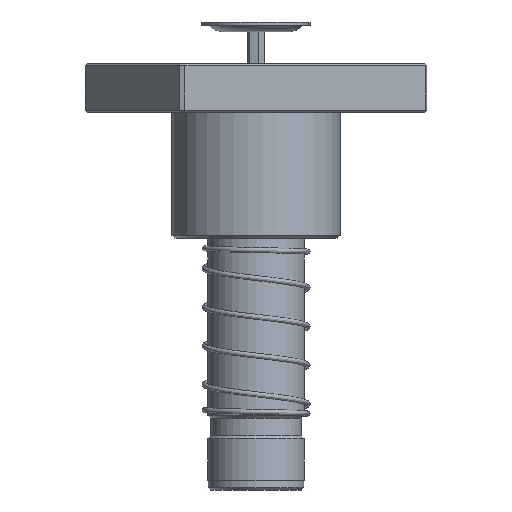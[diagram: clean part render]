
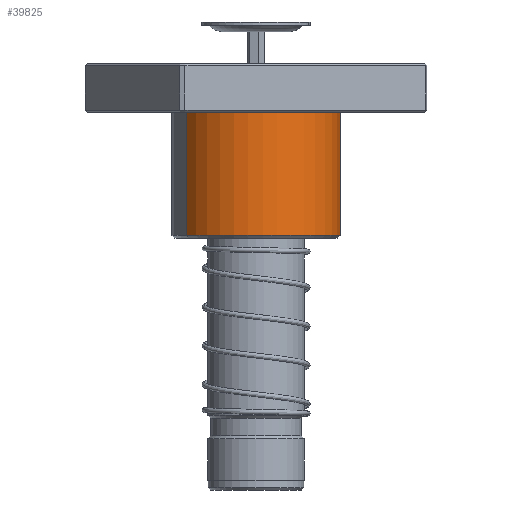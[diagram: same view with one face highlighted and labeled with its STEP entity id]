
A CAD part, front view. The second image highlights one B-rep face of the part: STEP entity #39825.
In plain terms, the highlighted cylindrical face has radius 43.5 mm (diameter 87 mm), a partial arc.
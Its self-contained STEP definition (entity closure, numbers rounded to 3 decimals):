
#524 = ORIENTED_EDGE ( 'NONE', *, *, #8734, .F. ) ;
#1922 = DIRECTION ( 'NONE',  ( 0., 0., -1. ) ) ;
#2328 = DIRECTION ( 'NONE',  ( 0., 0., -1. ) ) ;
#4664 = CARTESIAN_POINT ( 'NONE',  ( -43.5, 0., 25. ) ) ;
#4925 = AXIS2_PLACEMENT_3D ( 'NONE', #10662, #2328, #17392 ) ;
#5283 = EDGE_CURVE ( 'NONE', #8578, #47692, #39663, .T. ) ;
#5635 = CARTESIAN_POINT ( 'NONE',  ( 0., 0., 25. ) ) ;
#6297 = CARTESIAN_POINT ( 'NONE',  ( 0., 0., 88.5 ) ) ;
#8578 = VERTEX_POINT ( 'NONE', #4664 ) ;
#8734 = EDGE_CURVE ( 'NONE', #33946, #47692, #41874, .T. ) ;
#9998 = CIRCLE ( 'NONE', #17631, 43.5 ) ;
#10662 = CARTESIAN_POINT ( 'NONE',  ( 0., 0., 90. ) ) ;
#13910 = EDGE_CURVE ( 'NONE', #19389, #8578, #19436, .T. ) ;
#14087 = DIRECTION ( 'NONE',  ( 0., 0., -1. ) ) ;
#14334 = EDGE_CURVE ( 'NONE', #33946, #19389, #9998, .T. ) ;
#15206 = ORIENTED_EDGE ( 'NONE', *, *, #5283, .T. ) ;
#15519 = CYLINDRICAL_SURFACE ( 'NONE', #4925, 43.5 ) ;
#15904 = VECTOR ( 'NONE', #14087, 1000. ) ;
#17392 = DIRECTION ( 'NONE',  ( -1., 0., 0. ) ) ;
#17631 = AXIS2_PLACEMENT_3D ( 'NONE', #6297, #1922, #35701 ) ;
#17686 = CARTESIAN_POINT ( 'NONE',  ( -43.5, 0., 90. ) ) ;
#19389 = VERTEX_POINT ( 'NONE', #22341 ) ;
#19436 = LINE ( 'NONE', #17686, #15904 ) ;
#20390 = DIRECTION ( 'NONE',  ( 0., 0., -1. ) ) ;
#22341 = CARTESIAN_POINT ( 'NONE',  ( -43.5, 0., 88.5 ) ) ;
#26053 = CARTESIAN_POINT ( 'NONE',  ( 43.5, 0., 88.5 ) ) ;
#28284 = CARTESIAN_POINT ( 'NONE',  ( 43.5, 0., 90. ) ) ;
#28638 = DIRECTION ( 'NONE',  ( 1., 0., 0. ) ) ;
#29988 = ORIENTED_EDGE ( 'NONE', *, *, #14334, .T. ) ;
#33946 = VERTEX_POINT ( 'NONE', #26053 ) ;
#35701 = DIRECTION ( 'NONE',  ( 1., 0., 0. ) ) ;
#39451 = DIRECTION ( 'NONE',  ( 0., 0., 1. ) ) ;
#39663 = CIRCLE ( 'NONE', #47241, 43.5 ) ;
#39825 = ADVANCED_FACE ( 'NONE', ( #43683 ), #15519, .T. ) ;
#39858 = CARTESIAN_POINT ( 'NONE',  ( 43.5, 0., 25. ) ) ;
#41874 = LINE ( 'NONE', #28284, #45403 ) ;
#42554 = EDGE_LOOP ( 'NONE', ( #524, #29988, #47136, #15206 ) ) ;
#43683 = FACE_OUTER_BOUND ( 'NONE', #42554, .T. ) ;
#45403 = VECTOR ( 'NONE', #20390, 1000. ) ;
#47136 = ORIENTED_EDGE ( 'NONE', *, *, #13910, .T. ) ;
#47241 = AXIS2_PLACEMENT_3D ( 'NONE', #5635, #39451, #28638 ) ;
#47692 = VERTEX_POINT ( 'NONE', #39858 ) ;
